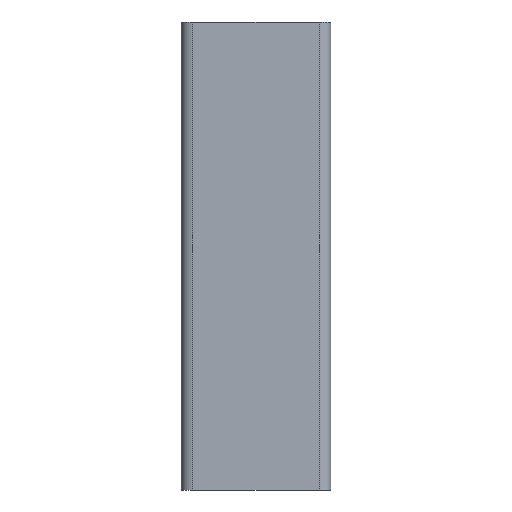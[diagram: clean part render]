
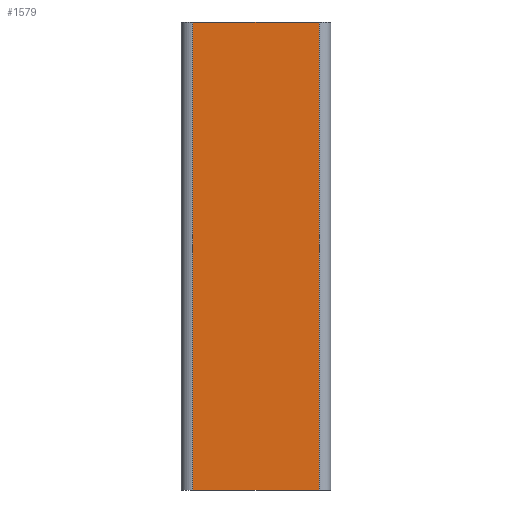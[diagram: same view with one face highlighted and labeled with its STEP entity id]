
A CAD part, front view. The second image highlights one B-rep face of the part: STEP entity #1579.
In plain terms, the highlighted planar face has unit normal (0, -1, 0).
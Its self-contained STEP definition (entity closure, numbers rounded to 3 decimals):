
#221=FACE_OUTER_BOUND('',#302,.T.);
#302=EDGE_LOOP('',(#1381,#1382,#1383,#1384));
#419=LINE('',#2593,#569);
#445=LINE('',#2672,#595);
#453=LINE('',#2693,#603);
#454=LINE('',#2696,#604);
#569=VECTOR('',#2099,27.);
#595=VECTOR('',#2195,100.);
#603=VECTOR('',#2219,100.);
#604=VECTOR('',#2224,27.);
#736=VERTEX_POINT('',#2590);
#737=VERTEX_POINT('',#2592);
#755=VERTEX_POINT('',#2670);
#760=VERTEX_POINT('',#2692);
#940=EDGE_CURVE('',#737,#736,#419,.T.);
#982=EDGE_CURVE('',#755,#736,#445,.T.);
#992=EDGE_CURVE('',#760,#737,#453,.T.);
#994=EDGE_CURVE('',#760,#755,#454,.T.);
#1381=ORIENTED_EDGE('',*,*,#940,.T.);
#1382=ORIENTED_EDGE('',*,*,#982,.F.);
#1383=ORIENTED_EDGE('',*,*,#994,.F.);
#1384=ORIENTED_EDGE('',*,*,#992,.T.);
#1499=PLANE('',#1745);
#1579=ADVANCED_FACE('',(#221),#1499,.T.);
#1745=AXIS2_PLACEMENT_3D('',#2695,#2222,#2223);
#2099=DIRECTION('',(-1.,0.,0.));
#2195=DIRECTION('',(0.,0.,1.));
#2219=DIRECTION('',(0.,0.,1.));
#2222=DIRECTION('center_axis',(0.,-1.,0.));
#2223=DIRECTION('ref_axis',(1.,0.,0.));
#2224=DIRECTION('',(-1.,0.,0.));
#2590=CARTESIAN_POINT('',(-7.,-9.25,100.));
#2592=CARTESIAN_POINT('',(20.,-9.25,100.));
#2593=CARTESIAN_POINT('',(-0.25,-9.25,100.));
#2670=CARTESIAN_POINT('',(-7.,-9.25,0.));
#2672=CARTESIAN_POINT('',(-7.,-9.25,0.));
#2692=CARTESIAN_POINT('',(20.,-9.25,0.));
#2693=CARTESIAN_POINT('',(20.,-9.25,0.));
#2695=CARTESIAN_POINT('Origin',(-7.,-9.25,0.));
#2696=CARTESIAN_POINT('',(-0.25,-9.25,0.));
